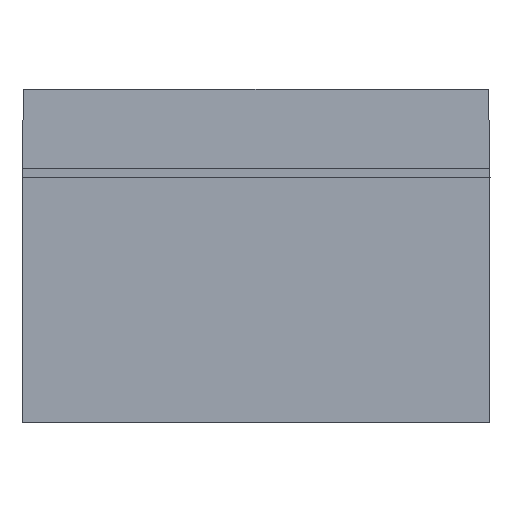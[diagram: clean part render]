
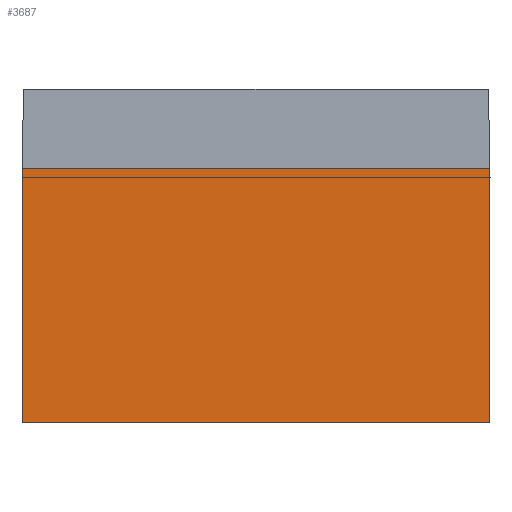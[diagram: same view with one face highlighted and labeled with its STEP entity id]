
A CAD part, front view. The second image highlights one B-rep face of the part: STEP entity #3687.
In plain terms, the highlighted planar face has unit normal (0, -1, 0).
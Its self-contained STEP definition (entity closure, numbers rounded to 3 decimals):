
#93 = LINE ( 'NONE', #4828, #3102 ) ;
#489 = DIRECTION ( 'NONE',  ( 0., 1., 0. ) ) ;
#582 = CARTESIAN_POINT ( 'NONE',  ( -40., -87.5, 43.5 ) ) ;
#626 = VERTEX_POINT ( 'NONE', #582 ) ;
#654 = EDGE_CURVE ( 'NONE', #626, #1729, #4107, .T. ) ;
#881 = EDGE_CURVE ( 'NONE', #1729, #2979, #4907, .T. ) ;
#1000 = CARTESIAN_POINT ( 'NONE',  ( -40., -87.5, 0. ) ) ;
#1024 = DIRECTION ( 'NONE',  ( 0., 0., -1. ) ) ;
#1370 = CARTESIAN_POINT ( 'NONE',  ( -40., -87.5, 43.5 ) ) ;
#1635 = CARTESIAN_POINT ( 'NONE',  ( -40., -87.5, 0. ) ) ;
#1729 = VERTEX_POINT ( 'NONE', #1635 ) ;
#1743 = LINE ( 'NONE', #4131, #3964 ) ;
#2399 = VERTEX_POINT ( 'NONE', #3235 ) ;
#2442 = EDGE_CURVE ( 'NONE', #2399, #2979, #93, .T. ) ;
#2791 = EDGE_CURVE ( 'NONE', #626, #2399, #1743, .T. ) ;
#2885 = DIRECTION ( 'NONE',  ( 0., 0., 1. ) ) ;
#2910 = FACE_OUTER_BOUND ( 'NONE', #5094, .T. ) ;
#2938 = DIRECTION ( 'NONE',  ( 0., 0., -1. ) ) ;
#2979 = VERTEX_POINT ( 'NONE', #3808 ) ;
#2999 = DIRECTION ( 'NONE',  ( 1., 0., 0. ) ) ;
#3102 = VECTOR ( 'NONE', #2938, 1000. ) ;
#3235 = CARTESIAN_POINT ( 'NONE',  ( 40., -87.5, 43.5 ) ) ;
#3251 = AXIS2_PLACEMENT_3D ( 'NONE', #3284, #489, #2885 ) ;
#3284 = CARTESIAN_POINT ( 'NONE',  ( -40., -87.5, 43.5 ) ) ;
#3369 = DIRECTION ( 'NONE',  ( 1., 0., 0. ) ) ;
#3384 = ORIENTED_EDGE ( 'NONE', *, *, #2442, .F. ) ;
#3646 = PLANE ( 'NONE',  #3251 ) ;
#3687 = ADVANCED_FACE ( 'NONE', ( #2910 ), #3646, .F. ) ;
#3753 = ORIENTED_EDGE ( 'NONE', *, *, #881, .T. ) ;
#3808 = CARTESIAN_POINT ( 'NONE',  ( 40., -87.5, 0. ) ) ;
#3877 = VECTOR ( 'NONE', #1024, 1000. ) ;
#3964 = VECTOR ( 'NONE', #3369, 1000. ) ;
#4107 = LINE ( 'NONE', #1370, #3877 ) ;
#4131 = CARTESIAN_POINT ( 'NONE',  ( -40., -87.5, 43.5 ) ) ;
#4211 = VECTOR ( 'NONE', #2999, 1000. ) ;
#4566 = ORIENTED_EDGE ( 'NONE', *, *, #654, .T. ) ;
#4828 = CARTESIAN_POINT ( 'NONE',  ( 40., -87.5, 43.5 ) ) ;
#4907 = LINE ( 'NONE', #1000, #4211 ) ;
#5094 = EDGE_LOOP ( 'NONE', ( #3753, #3384, #5104, #4566 ) ) ;
#5104 = ORIENTED_EDGE ( 'NONE', *, *, #2791, .F. ) ;
